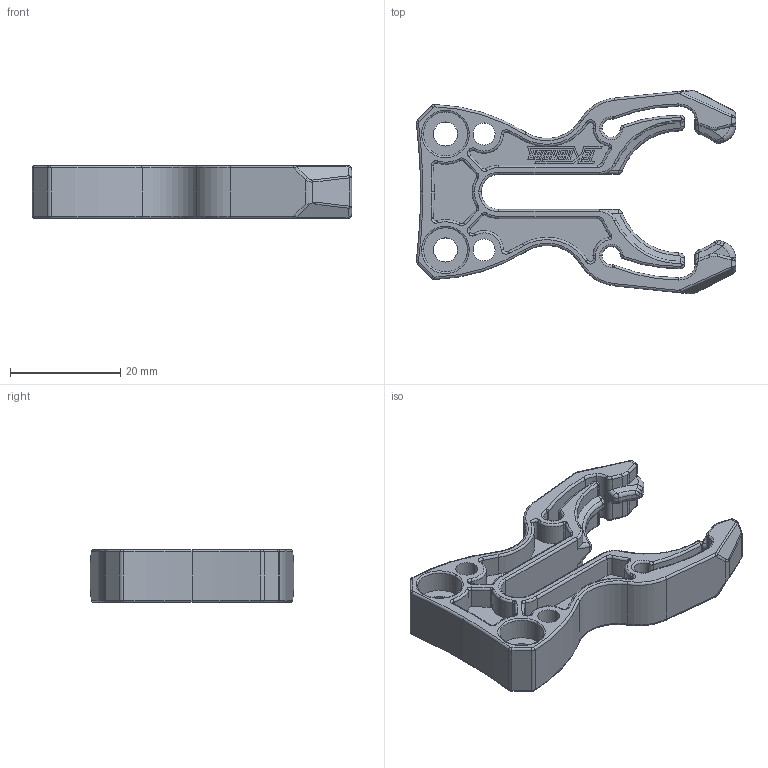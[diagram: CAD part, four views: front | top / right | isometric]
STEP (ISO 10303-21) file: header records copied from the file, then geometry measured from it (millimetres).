
FILE_DESCRIPTION(('HOOPS Exchange Step'),'2;1');
FILE_NAME('export-CE5975FF-9EF2-4CAC-B389-FF09A95506C6.stp','2024-02-21T15:34:42+01:00',('Engineering'),('Alibre'),'HOOPS Exchange 2021.0','Alibre','Unknown authorisation');
FILE_SCHEMA( ('AP242_MANAGED_MODEL_BASED_3D_ENGINEERING_MIM_LF {1 0 10303 442 1 1 4 }') );
Length unit declared in the file: millimetre
Products named in the file (1): 6600 TeknoMotor Toolholder Fork HSK25E
Bounding box: 57.87 x 36.91 x 9.6 mm (x, y, z)
Volume: 6792.3 mm3; surface area: 6861.9 mm2
Topology: 1 solids, 1 shells, 724 faces, 1797 edges, 1082 vertices
Faces by surface type: cylinder 268, torus 204, plane 170, bspline 70, cone 8, sphere 4
Entity records: 22470 total; most frequent: CARTESIAN_POINT 5247, DIRECTION 3823, ORIENTED_EDGE 3570, EDGE_CURVE 1785, AXIS2_PLACEMENT_3D 1564, VERTEX_POINT 1082, CIRCLE 864, EDGE_LOOP 751
